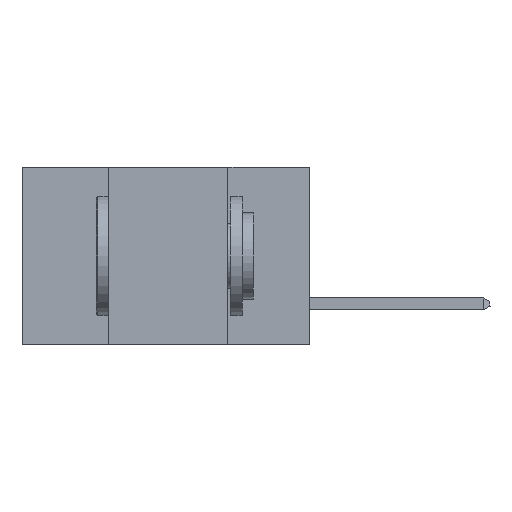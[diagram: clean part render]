
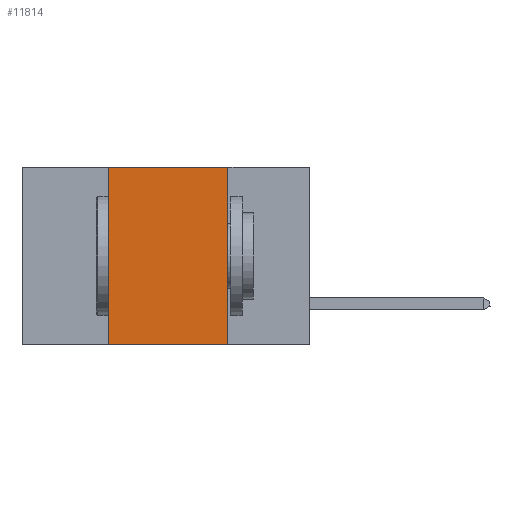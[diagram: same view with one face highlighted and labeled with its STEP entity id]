
A CAD part, left-side view. The second image highlights one B-rep face of the part: STEP entity #11814.
In plain terms, the highlighted planar face has unit normal (-1, 0, 0).
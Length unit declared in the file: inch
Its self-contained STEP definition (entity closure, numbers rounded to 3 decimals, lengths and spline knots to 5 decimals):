
#343 = EDGE_LOOP ( 'NONE', ( #21529, #5174, #24845, #6505 ) ) ;
#1477 = CARTESIAN_POINT ( 'NONE',  ( 0., 0.6, -0.37 ) ) ;
#1670 = EDGE_CURVE ( 'NONE', #19154, #9898, #5921, .T. ) ;
#1759 = DIRECTION ( 'NONE',  ( 0., 0., -1. ) ) ;
#2156 = CARTESIAN_POINT ( 'NONE',  ( 0., 0.42, 0. ) ) ;
#3537 = DIRECTION ( 'NONE',  ( 1., 0., 0. ) ) ;
#4653 = VERTEX_POINT ( 'NONE', #21074 ) ;
#4759 = VERTEX_POINT ( 'NONE', #2156 ) ;
#5174 = ORIENTED_EDGE ( 'NONE', *, *, #27661, .F. ) ;
#5921 = LINE ( 'NONE', #1477, #15762 ) ;
#6505 = ORIENTED_EDGE ( 'NONE', *, *, #1670, .T. ) ;
#6722 = CARTESIAN_POINT ( 'NONE',  ( 0., 0.42, 0. ) ) ;
#7785 = FACE_OUTER_BOUND ( 'NONE', #343, .T. ) ;
#9898 = VERTEX_POINT ( 'NONE', #26494 ) ;
#10967 = CARTESIAN_POINT ( 'NONE',  ( 0., 0.17, 0. ) ) ;
#11265 = DIRECTION ( 'NONE',  ( 0., 0., 1. ) ) ;
#11461 = VECTOR ( 'NONE', #27011, 39.37008 ) ;
#11814 = ADVANCED_FACE ( 'NONE', ( #7785 ), #20851, .F. ) ;
#12216 = AXIS2_PLACEMENT_3D ( 'NONE', #13537, #3537, #28077 ) ;
#13537 = CARTESIAN_POINT ( 'NONE',  ( 0., 0.6, 0. ) ) ;
#15762 = VECTOR ( 'NONE', #17297, 39.37008 ) ;
#17284 = EDGE_CURVE ( 'NONE', #4653, #9898, #25960, .T. ) ;
#17297 = DIRECTION ( 'NONE',  ( 0., -1., 0. ) ) ;
#18777 = CARTESIAN_POINT ( 'NONE',  ( 0., 0.42, -0.37 ) ) ;
#19154 = VERTEX_POINT ( 'NONE', #18777 ) ;
#19947 = VECTOR ( 'NONE', #1759, 39.37008 ) ;
#20349 = CARTESIAN_POINT ( 'NONE',  ( 0., 0.6, 0. ) ) ;
#20851 = PLANE ( 'NONE',  #12216 ) ;
#21074 = CARTESIAN_POINT ( 'NONE',  ( 0., 0.17, 0. ) ) ;
#21529 = ORIENTED_EDGE ( 'NONE', *, *, #17284, .F. ) ;
#22619 = VECTOR ( 'NONE', #11265, 39.37008 ) ;
#23525 = LINE ( 'NONE', #20349, #11461 ) ;
#24420 = LINE ( 'NONE', #6722, #22619 ) ;
#24845 = ORIENTED_EDGE ( 'NONE', *, *, #26601, .F. ) ;
#25960 = LINE ( 'NONE', #10967, #19947 ) ;
#26494 = CARTESIAN_POINT ( 'NONE',  ( 0., 0.17, -0.37 ) ) ;
#26601 = EDGE_CURVE ( 'NONE', #19154, #4759, #24420, .T. ) ;
#27011 = DIRECTION ( 'NONE',  ( 0., -1., 0. ) ) ;
#27661 = EDGE_CURVE ( 'NONE', #4759, #4653, #23525, .T. ) ;
#28077 = DIRECTION ( 'NONE',  ( 0., 0., -1. ) ) ;
